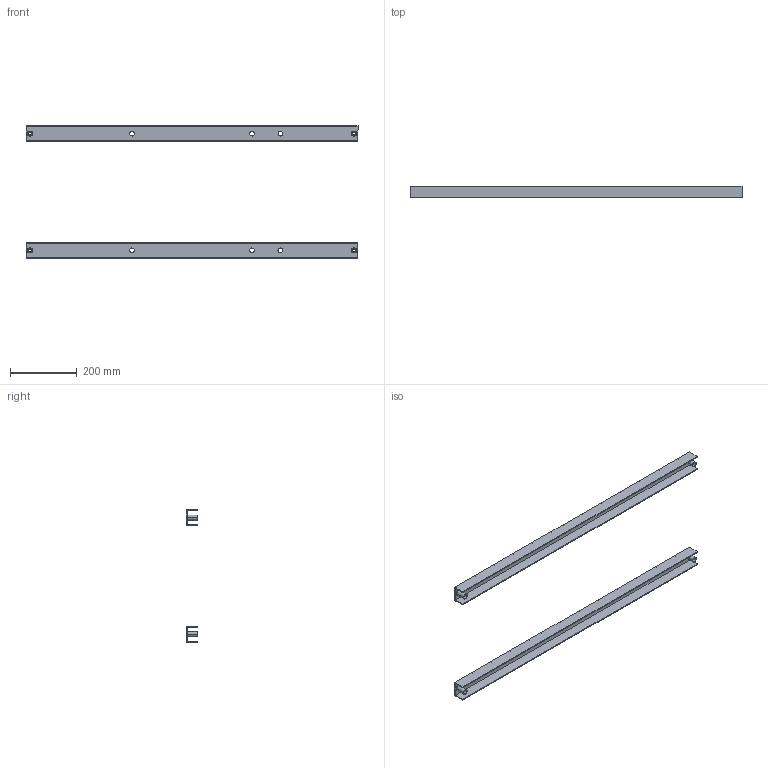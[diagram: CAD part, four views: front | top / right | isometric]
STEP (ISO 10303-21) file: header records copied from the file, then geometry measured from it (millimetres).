
FILE_DESCRIPTION (( 'STEP AP214' ), '1' );
FILE_NAME ('YKM60-KU07S-X106-36 Êîìïëåêò äëÿ óñòàíîâêè ÂÀ07-208(...)220 ñòàö. â ÙÎ õõ.10.6.STEP', '2016-11-23T07:58:09', ( '' ), ( '' ), 'SwSTEP 2.0', 'SolidWorks 2014', '' );
FILE_SCHEMA (( 'AUTOMOTIVE_DESIGN' ));
Length unit declared in the file: millimetre
Products named in the file (1): YKM60-KU07S-X106-36 Êîìïëåêò äëÿ óñòàíîâêè ÂÀ07-208(...)220 ñòàö. â ÙÎ õõ.10.6
Bounding box: 996 x 33.5 x 398 mm (x, y, z)
Volume: 656049.3 mm3; surface area: 457223.5 mm2
Topology: 2 solids, 2 shells, 64 faces, 156 edges, 104 vertices
Faces by surface type: cylinder 36, plane 28
Entity records: 1995 total; most frequent: DIRECTION 358, CARTESIAN_POINT 325, ORIENTED_EDGE 312, EDGE_CURVE 156, AXIS2_PLACEMENT_3D 137, VERTEX_POINT 104, EDGE_LOOP 92, VECTOR 84
